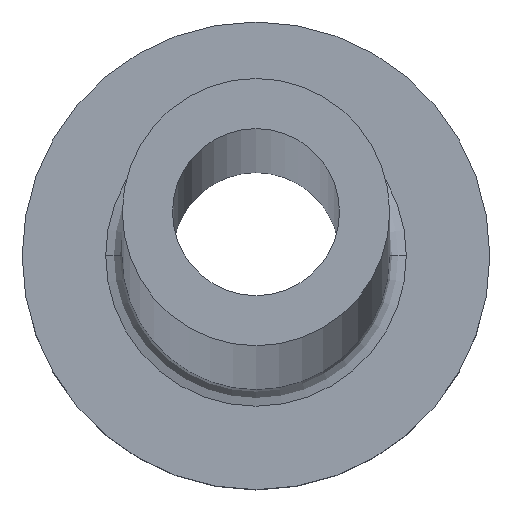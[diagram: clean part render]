
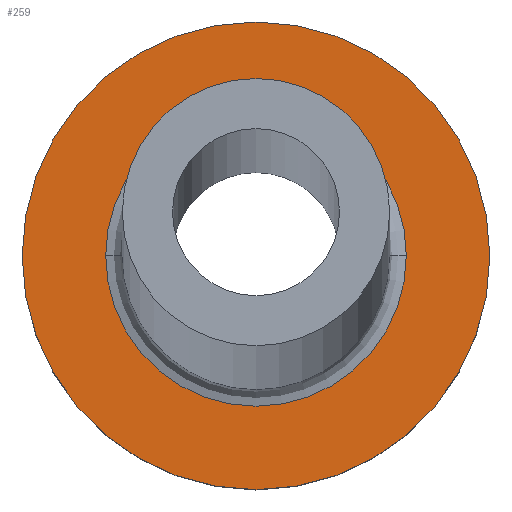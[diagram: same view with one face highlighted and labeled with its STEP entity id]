
A CAD part, top view. The second image highlights one B-rep face of the part: STEP entity #259.
In plain terms, the highlighted planar face has unit normal (0, 0, 1).
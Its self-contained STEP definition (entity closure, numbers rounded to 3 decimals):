
#8 = CARTESIAN_POINT ( 'NONE',  ( 0., 0., 5. ) ) ;
#13 = EDGE_CURVE ( 'NONE', #34, #174, #61, .T. ) ;
#16 = DIRECTION ( 'NONE',  ( 0., 0., 1. ) ) ;
#17 = ORIENTED_EDGE ( 'NONE', *, *, #268, .T. ) ;
#34 = VERTEX_POINT ( 'NONE', #163 ) ;
#45 = FACE_OUTER_BOUND ( 'NONE', #70, .T. ) ;
#51 = EDGE_CURVE ( 'NONE', #214, #206, #314, .T. ) ;
#61 = CIRCLE ( 'NONE', #176, 4.5 ) ;
#64 = ORIENTED_EDGE ( 'NONE', *, *, #13, .T. ) ;
#70 = EDGE_LOOP ( 'NONE', ( #233, #17 ) ) ;
#76 = CARTESIAN_POINT ( 'NONE',  ( 0., 0., 5. ) ) ;
#109 = DIRECTION ( 'NONE',  ( 1., 0., 0. ) ) ;
#126 = DIRECTION ( 'NONE',  ( 1., 0., 0. ) ) ;
#163 = CARTESIAN_POINT ( 'NONE',  ( -4.5, 0., 5. ) ) ;
#165 = CARTESIAN_POINT ( 'NONE',  ( 0., 0., 5. ) ) ;
#168 = PLANE ( 'NONE',  #204 ) ;
#169 = CIRCLE ( 'NONE', #330, 7. ) ;
#174 = VERTEX_POINT ( 'NONE', #342 ) ;
#176 = AXIS2_PLACEMENT_3D ( 'NONE', #8, #365, #357 ) ;
#199 = CARTESIAN_POINT ( 'NONE',  ( -7., 0., 5. ) ) ;
#202 = CARTESIAN_POINT ( 'NONE',  ( 0., 0., 5. ) ) ;
#204 = AXIS2_PLACEMENT_3D ( 'NONE', #202, #16, #109 ) ;
#206 = VERTEX_POINT ( 'NONE', #229 ) ;
#214 = VERTEX_POINT ( 'NONE', #199 ) ;
#229 = CARTESIAN_POINT ( 'NONE',  ( 7., 0., 5. ) ) ;
#233 = ORIENTED_EDGE ( 'NONE', *, *, #51, .T. ) ;
#234 = AXIS2_PLACEMENT_3D ( 'NONE', #318, #235, #238 ) ;
#235 = DIRECTION ( 'NONE',  ( 0., 0., -1. ) ) ;
#238 = DIRECTION ( 'NONE',  ( 1., 0., 0. ) ) ;
#259 = ADVANCED_FACE ( 'NONE', ( #307, #45 ), #168, .T. ) ;
#265 = ORIENTED_EDGE ( 'NONE', *, *, #335, .T. ) ;
#268 = EDGE_CURVE ( 'NONE', #206, #214, #169, .T. ) ;
#276 = AXIS2_PLACEMENT_3D ( 'NONE', #165, #327, #126 ) ;
#307 = FACE_BOUND ( 'NONE', #377, .T. ) ;
#308 = DIRECTION ( 'NONE',  ( 0., 0., 1. ) ) ;
#314 = CIRCLE ( 'NONE', #276, 7. ) ;
#318 = CARTESIAN_POINT ( 'NONE',  ( 0., 0., 5. ) ) ;
#327 = DIRECTION ( 'NONE',  ( 0., 0., 1. ) ) ;
#330 = AXIS2_PLACEMENT_3D ( 'NONE', #76, #308, #339 ) ;
#335 = EDGE_CURVE ( 'NONE', #174, #34, #346, .T. ) ;
#339 = DIRECTION ( 'NONE',  ( 1., 0., 0. ) ) ;
#342 = CARTESIAN_POINT ( 'NONE',  ( 4.5, 0., 5. ) ) ;
#346 = CIRCLE ( 'NONE', #234, 4.5 ) ;
#357 = DIRECTION ( 'NONE',  ( 1., 0., 0. ) ) ;
#365 = DIRECTION ( 'NONE',  ( 0., 0., -1. ) ) ;
#377 = EDGE_LOOP ( 'NONE', ( #265, #64 ) ) ;
